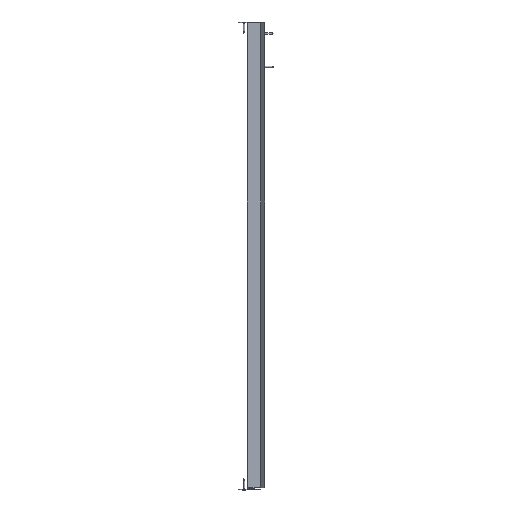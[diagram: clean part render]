
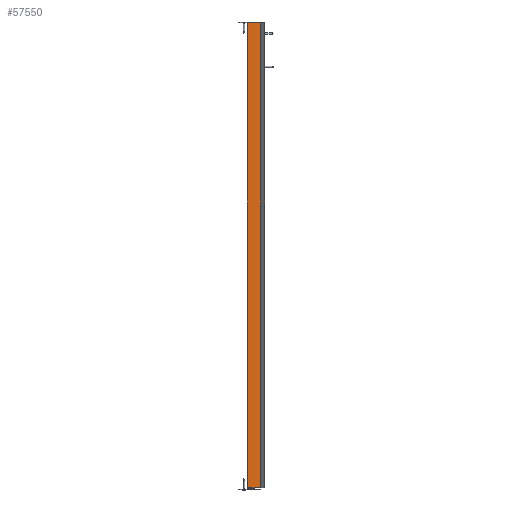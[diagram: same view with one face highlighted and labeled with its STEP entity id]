
A CAD part, left-side view. The second image highlights one B-rep face of the part: STEP entity #57550.
In plain terms, the highlighted planar face has unit normal (-1, 0.007, 0).
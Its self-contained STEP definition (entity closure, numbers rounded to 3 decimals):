
#1997 = AXIS2_PLACEMENT_3D ( 'NONE', #28193, #78789, #13048 ) ;
#2632 = CARTESIAN_POINT ( 'NONE',  ( -6.599, -29.843, -1045. ) ) ;
#3080 = DIRECTION ( 'NONE',  ( 0., 0., 1. ) ) ;
#3470 = ORIENTED_EDGE ( 'NONE', *, *, #90405, .F. ) ;
#3560 = LINE ( 'NONE', #2632, #40051 ) ;
#5953 = CARTESIAN_POINT ( 'NONE',  ( -6.4, -0.695, -1045. ) ) ;
#11215 = ORIENTED_EDGE ( 'NONE', *, *, #63697, .F. ) ;
#11253 = VERTEX_POINT ( 'NONE', #42587 ) ;
#13048 = DIRECTION ( 'NONE',  ( 0.007, 1., 0. ) ) ;
#14439 = FACE_OUTER_BOUND ( 'NONE', #91642, .T. ) ;
#19074 = VECTOR ( 'NONE', #70550, 1000. ) ;
#20409 = CARTESIAN_POINT ( 'NONE',  ( -6.599, -29.843, 0. ) ) ;
#28193 = CARTESIAN_POINT ( 'NONE',  ( -6.599, -29.843, -1045. ) ) ;
#28653 = LINE ( 'NONE', #5953, #64461 ) ;
#29243 = LINE ( 'NONE', #65189, #67452 ) ;
#40051 = VECTOR ( 'NONE', #3080, 1000. ) ;
#42587 = CARTESIAN_POINT ( 'NONE',  ( -6.599, -29.843, 0. ) ) ;
#43600 = ORIENTED_EDGE ( 'NONE', *, *, #86919, .T. ) ;
#44984 = VERTEX_POINT ( 'NONE', #61158 ) ;
#53916 = ORIENTED_EDGE ( 'NONE', *, *, #63435, .T. ) ;
#56579 = PLANE ( 'NONE',  #1997 ) ;
#57550 = ADVANCED_FACE ( 'NONE', ( #14439 ), #56579, .F. ) ;
#61158 = CARTESIAN_POINT ( 'NONE',  ( -6.599, -29.843, -1045. ) ) ;
#63396 = VERTEX_POINT ( 'NONE', #69143 ) ;
#63435 = EDGE_CURVE ( 'NONE', #11253, #70174, #77649, .T. ) ;
#63697 = EDGE_CURVE ( 'NONE', #44984, #63396, #29243, .T. ) ;
#64461 = VECTOR ( 'NONE', #78336, 1000. ) ;
#65189 = CARTESIAN_POINT ( 'NONE',  ( -6.599, -29.843, -1045. ) ) ;
#67452 = VECTOR ( 'NONE', #70884, 1000. ) ;
#69143 = CARTESIAN_POINT ( 'NONE',  ( -6.4, -0.695, -1045. ) ) ;
#69363 = CARTESIAN_POINT ( 'NONE',  ( -6.4, -0.695, 0. ) ) ;
#70174 = VERTEX_POINT ( 'NONE', #69363 ) ;
#70550 = DIRECTION ( 'NONE',  ( 0.007, 1., 0. ) ) ;
#70884 = DIRECTION ( 'NONE',  ( 0.007, 1., 0. ) ) ;
#77649 = LINE ( 'NONE', #20409, #19074 ) ;
#78336 = DIRECTION ( 'NONE',  ( 0., 0., 1. ) ) ;
#78789 = DIRECTION ( 'NONE',  ( 1., -0.007, 0. ) ) ;
#86919 = EDGE_CURVE ( 'NONE', #44984, #11253, #3560, .T. ) ;
#90405 = EDGE_CURVE ( 'NONE', #63396, #70174, #28653, .T. ) ;
#91642 = EDGE_LOOP ( 'NONE', ( #53916, #3470, #11215, #43600 ) ) ;
